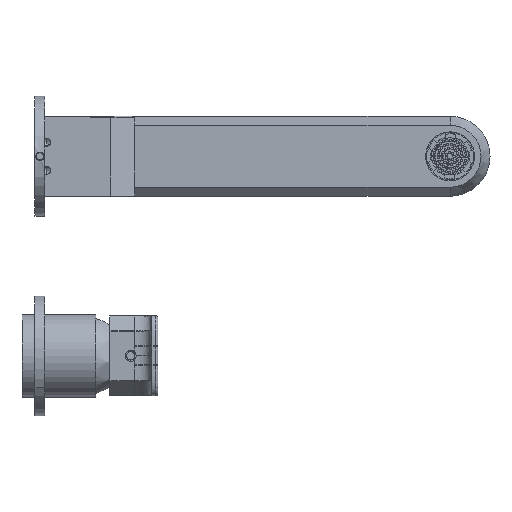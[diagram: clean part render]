
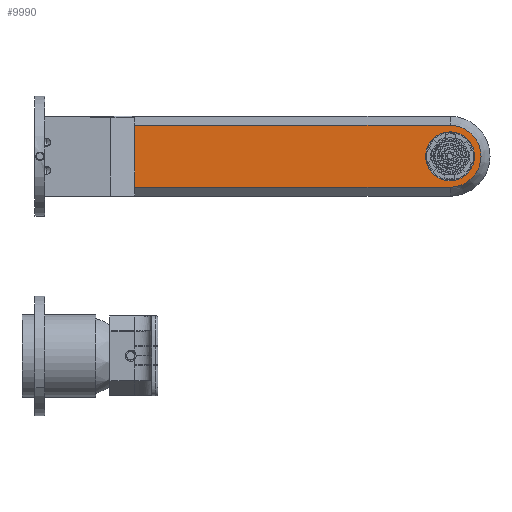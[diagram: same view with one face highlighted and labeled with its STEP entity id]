
A CAD part, front view. The second image highlights one B-rep face of the part: STEP entity #9990.
In plain terms, the highlighted planar face has unit normal (0, -1, 0).
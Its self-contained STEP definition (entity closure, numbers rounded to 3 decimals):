
#862 = CARTESIAN_POINT ( 'NONE',  ( 214.5, -2.5, 0. ) ) ;
#1087 = EDGE_LOOP ( 'NONE', ( #10320, #18994, #9240, #14580 ) ) ;
#1256 = VECTOR ( 'NONE', #4020, 1000. ) ;
#1695 = EDGE_CURVE ( 'NONE', #8203, #9390, #14316, .T. ) ;
#2428 = DIRECTION ( 'NONE',  ( 0., -1., 0. ) ) ;
#2667 = DIRECTION ( 'NONE',  ( 0., -1., 0. ) ) ;
#2908 = DIRECTION ( 'NONE',  ( 0., 0., -1. ) ) ;
#3228 = FACE_OUTER_BOUND ( 'NONE', #1087, .T. ) ;
#3280 = EDGE_CURVE ( 'NONE', #8979, #8651, #18976, .T. ) ;
#3660 = VERTEX_POINT ( 'NONE', #6200 ) ;
#3674 = VECTOR ( 'NONE', #14771, 1000. ) ;
#4020 = DIRECTION ( 'NONE',  ( 1., 0., 0. ) ) ;
#4513 = CIRCLE ( 'NONE', #13021, 12.25 ) ;
#5351 = ORIENTED_EDGE ( 'NONE', *, *, #11261, .F. ) ;
#5797 = CARTESIAN_POINT ( 'NONE',  ( 56.5, -2.5, -15.5 ) ) ;
#5917 = CARTESIAN_POINT ( 'NONE',  ( 214.5, -2.5, 15.5 ) ) ;
#6200 = CARTESIAN_POINT ( 'NONE',  ( 214.5, -2.5, -12.25 ) ) ;
#7200 = CARTESIAN_POINT ( 'NONE',  ( 152., -2.5, 0. ) ) ;
#7424 = EDGE_CURVE ( 'NONE', #8470, #3660, #4513, .T. ) ;
#7500 = EDGE_CURVE ( 'NONE', #9390, #8979, #12544, .T. ) ;
#7912 = AXIS2_PLACEMENT_3D ( 'NONE', #7200, #2667, #2908 ) ;
#8015 = CARTESIAN_POINT ( 'NONE',  ( 214.5, -2.5, 0. ) ) ;
#8203 = VERTEX_POINT ( 'NONE', #5797 ) ;
#8470 = VERTEX_POINT ( 'NONE', #11428 ) ;
#8651 = VERTEX_POINT ( 'NONE', #16414 ) ;
#8920 = ORIENTED_EDGE ( 'NONE', *, *, #7424, .F. ) ;
#8935 = LINE ( 'NONE', #11789, #3674 ) ;
#8979 = VERTEX_POINT ( 'NONE', #5917 ) ;
#9240 = ORIENTED_EDGE ( 'NONE', *, *, #7500, .F. ) ;
#9390 = VERTEX_POINT ( 'NONE', #17561 ) ;
#9484 = CARTESIAN_POINT ( 'NONE',  ( 56.5, -2.5, 20. ) ) ;
#9990 = ADVANCED_FACE ( 'NONE', ( #15453, #3228 ), #17466, .T. ) ;
#10235 = EDGE_CURVE ( 'NONE', #8203, #8651, #8935, .T. ) ;
#10320 = ORIENTED_EDGE ( 'NONE', *, *, #10235, .T. ) ;
#11261 = EDGE_CURVE ( 'NONE', #3660, #8470, #19025, .T. ) ;
#11428 = CARTESIAN_POINT ( 'NONE',  ( 214.5, -2.5, 12.25 ) ) ;
#11789 = CARTESIAN_POINT ( 'NONE',  ( 56.5, -2.5, -15.5 ) ) ;
#12235 = DIRECTION ( 'NONE',  ( 0., 0., 1. ) ) ;
#12544 = LINE ( 'NONE', #17275, #1256 ) ;
#12709 = DIRECTION ( 'NONE',  ( 0., 0., -1. ) ) ;
#12789 = AXIS2_PLACEMENT_3D ( 'NONE', #16402, #18314, #13944 ) ;
#13021 = AXIS2_PLACEMENT_3D ( 'NONE', #862, #2428, #12709 ) ;
#13944 = DIRECTION ( 'NONE',  ( 0., 0., -1. ) ) ;
#14316 = LINE ( 'NONE', #9484, #17081 ) ;
#14580 = ORIENTED_EDGE ( 'NONE', *, *, #1695, .F. ) ;
#14595 = AXIS2_PLACEMENT_3D ( 'NONE', #8015, #18338, #12235 ) ;
#14771 = DIRECTION ( 'NONE',  ( 1., 0., 0. ) ) ;
#15146 = DIRECTION ( 'NONE',  ( 0., 0., 1. ) ) ;
#15453 = FACE_BOUND ( 'NONE', #18891, .T. ) ;
#16402 = CARTESIAN_POINT ( 'NONE',  ( 214.5, -2.5, 0. ) ) ;
#16414 = CARTESIAN_POINT ( 'NONE',  ( 214.5, -2.5, -15.5 ) ) ;
#17081 = VECTOR ( 'NONE', #15146, 1000. ) ;
#17275 = CARTESIAN_POINT ( 'NONE',  ( 56.5, -2.5, 15.5 ) ) ;
#17466 = PLANE ( 'NONE',  #7912 ) ;
#17561 = CARTESIAN_POINT ( 'NONE',  ( 56.5, -2.5, 15.5 ) ) ;
#18314 = DIRECTION ( 'NONE',  ( 0., -1., 0. ) ) ;
#18338 = DIRECTION ( 'NONE',  ( 0., 1., 0. ) ) ;
#18891 = EDGE_LOOP ( 'NONE', ( #5351, #8920 ) ) ;
#18976 = CIRCLE ( 'NONE', #14595, 15.5 ) ;
#18994 = ORIENTED_EDGE ( 'NONE', *, *, #3280, .F. ) ;
#19025 = CIRCLE ( 'NONE', #12789, 12.25 ) ;
